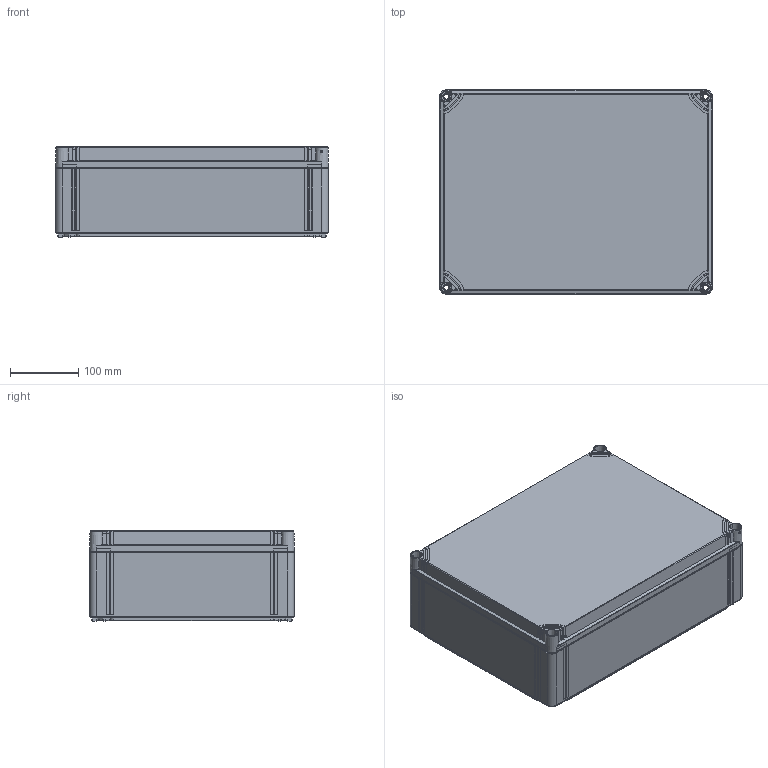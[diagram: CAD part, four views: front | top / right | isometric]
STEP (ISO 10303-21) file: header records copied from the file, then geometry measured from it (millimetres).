
FILE_DESCRIPTION((''),'2;1');
FILE_NAME('OPCP304013G_ASM','2008-12-20T',('pasi_koskela'),(''),'PRO/ENGINEER BY PARAMETRIC TECHNOLOGY CORPORATION, 2008250','PRO/ENGINEER BY PARAMETRIC TECHNOLOGY CORPORATION, 2008250','');
FILE_SCHEMA(('AUTOMOTIVE_DESIGN_CC2 { 1 2 10303 214 -1 1 5 2 }'));
Products named in the file (3): OPCP304010B; OPCG304003L; OPCP304013G_ASM
Assembly tree (2 placements, depth 2):
  OPCP304013G_ASM
    OPCP304010B
    OPCG304003L
Bounding box: 400 x 300 x 132 mm (x, y, z)
Volume: 1819263.3 mm3; surface area: 951807.5 mm2
Topology: 2 solids, 2 shells, 2593 faces, 6654 edges, 4205 vertices
Faces by surface type: plane 1139, cone 560, cylinder 534, torus 302, bspline 56, sphere 2
Entity records: 106678 total; most frequent: CARTESIAN_POINT 23719, ORIENTED_EDGE 13304, DIRECTION 12938, PRESENTATION_STYLE_ASSIGNMENT 6654, STYLED_ITEM 6654, CURVE_STYLE 6652, EDGE_CURVE 6652, AXIS2_PLACEMENT_3D 4662
